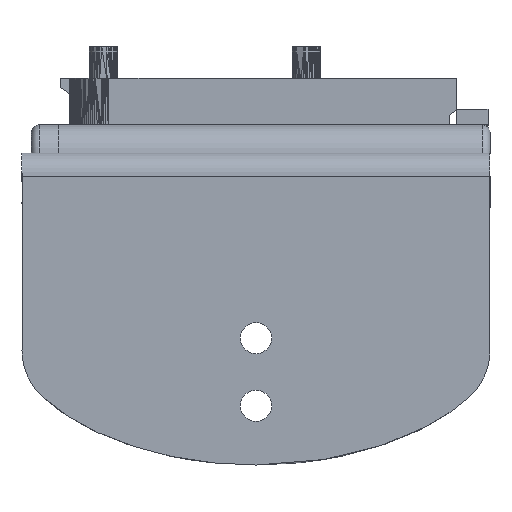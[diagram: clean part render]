
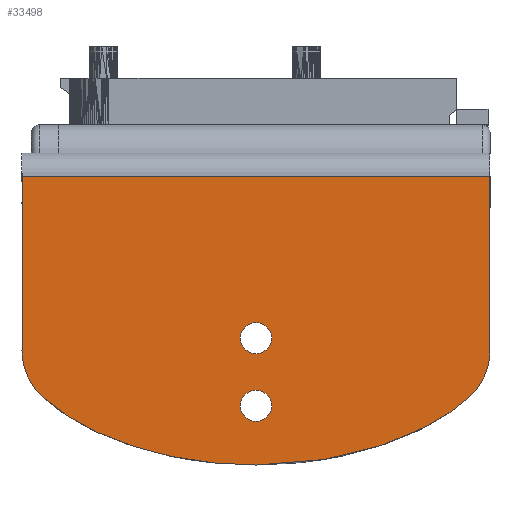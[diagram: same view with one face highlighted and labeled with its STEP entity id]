
A CAD part, left-side view. The second image highlights one B-rep face of the part: STEP entity #33498.
In plain terms, the highlighted planar face has unit normal (-1, 0, 0).
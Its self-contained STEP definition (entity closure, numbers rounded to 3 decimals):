
#41=(
BOUNDED_CURVE()
B_SPLINE_CURVE(5,(#48940,#48941,#48942,#48943,#48944,#48945,#48946,#48947),
 .UNSPECIFIED.,.F.,.F.)
B_SPLINE_CURVE_WITH_KNOTS((6,1,1,6),(0.137,0.2,0.267,
0.307),.UNSPECIFIED.)
CURVE()
GEOMETRIC_REPRESENTATION_ITEM()
RATIONAL_B_SPLINE_CURVE((1.,1.,1.,1.,1.,1.,1.,1.))
REPRESENTATION_ITEM('')
);
#42=(
BOUNDED_CURVE()
B_SPLINE_CURVE(5,(#48967,#48968,#48969,#48970,#48971,#48972,#48973,#48974,
#48975),.UNSPECIFIED.,.F.,.F.)
B_SPLINE_CURVE_WITH_KNOTS((6,1,1,1,6),(0.307,0.333,
0.4,0.467,0.476),.UNSPECIFIED.)
CURVE()
GEOMETRIC_REPRESENTATION_ITEM()
RATIONAL_B_SPLINE_CURVE((1.,1.,1.,1.,1.,1.,1.,1.,1.))
REPRESENTATION_ITEM('')
);
#61=B_SPLINE_CURVE_WITH_KNOTS('',3,(#48783,#48784,#48785,#48786),
 .UNSPECIFIED.,.F.,.F.,(4,4),(0.,0.333),.UNSPECIFIED.);
#66=B_SPLINE_CURVE_WITH_KNOTS('',3,(#48893,#48894,#48895,#48896),
 .UNSPECIFIED.,.F.,.F.,(4,4),(0.,0.333),.UNSPECIFIED.);
#87=FACE_BOUND('',#5194,.T.);
#88=FACE_BOUND('',#5195,.T.);
#99=PLANE('',#36100);
#2636=FACE_OUTER_BOUND('',#5193,.T.);
#5193=EDGE_LOOP('',(#24117,#24118,#24119,#24120,#24121,#24122,#24123,#24124));
#5194=EDGE_LOOP('',(#24125));
#5195=EDGE_LOOP('',(#24126));
#7739=LINE('',#48798,#12397);
#7748=LINE('',#48914,#12406);
#7752=LINE('',#48978,#12410);
#7756=LINE('',#48986,#12414);
#12397=VECTOR('',#38712,10.);
#12406=VECTOR('',#38733,10.);
#12410=VECTOR('',#38743,10.);
#12414=VECTOR('',#38755,10.);
#17048=CIRCLE('',#36076,1.);
#17051=CIRCLE('',#36081,1.);
#17088=VERTEX_POINT('',#48511);
#17091=VERTEX_POINT('',#48521);
#17109=VERTEX_POINT('',#48777);
#17110=VERTEX_POINT('',#48782);
#17113=VERTEX_POINT('',#48796);
#17123=VERTEX_POINT('',#48891);
#17124=VERTEX_POINT('',#48892);
#17128=VERTEX_POINT('',#48913);
#17131=VERTEX_POINT('',#48938);
#17132=VERTEX_POINT('',#48966);
#19276=EDGE_CURVE('',#17088,#17088,#17048,.T.);
#19281=EDGE_CURVE('',#17091,#17091,#17051,.T.);
#19304=EDGE_CURVE('',#17109,#17110,#61,.T.);
#19309=EDGE_CURVE('',#17113,#17109,#7739,.T.);
#19321=EDGE_CURVE('',#17123,#17124,#66,.T.);
#19328=EDGE_CURVE('',#17128,#17124,#7748,.T.);
#19333=EDGE_CURVE('',#17123,#17131,#41,.T.);
#19334=EDGE_CURVE('',#17132,#17110,#42,.T.);
#19336=EDGE_CURVE('',#17132,#17131,#7752,.T.);
#19340=EDGE_CURVE('',#17128,#17113,#7756,.T.);
#24117=ORIENTED_EDGE('',*,*,#19304,.F.);
#24118=ORIENTED_EDGE('',*,*,#19309,.F.);
#24119=ORIENTED_EDGE('',*,*,#19340,.F.);
#24120=ORIENTED_EDGE('',*,*,#19328,.T.);
#24121=ORIENTED_EDGE('',*,*,#19321,.F.);
#24122=ORIENTED_EDGE('',*,*,#19333,.T.);
#24123=ORIENTED_EDGE('',*,*,#19336,.F.);
#24124=ORIENTED_EDGE('',*,*,#19334,.T.);
#24125=ORIENTED_EDGE('',*,*,#19276,.T.);
#24126=ORIENTED_EDGE('',*,*,#19281,.T.);
#33498=ADVANCED_FACE('',(#2636,#87,#88),#99,.T.);
#36076=AXIS2_PLACEMENT_3D('',#48512,#38680,#38681);
#36081=AXIS2_PLACEMENT_3D('',#48522,#38692,#38693);
#36100=AXIS2_PLACEMENT_3D('',#48988,#38757,#38758);
#38680=DIRECTION('center_axis',(1.,0.,0.));
#38681=DIRECTION('ref_axis',(0.,-1.,0.));
#38692=DIRECTION('center_axis',(1.,0.,0.));
#38693=DIRECTION('ref_axis',(0.,-1.,0.));
#38712=DIRECTION('',(0.,0.,-1.));
#38733=DIRECTION('',(0.,0.,-1.));
#38743=DIRECTION('',(0.,1.,0.));
#38755=DIRECTION('',(0.,-1.,0.));
#38757=DIRECTION('center_axis',(-1.,0.,0.));
#38758=DIRECTION('ref_axis',(0.,1.,0.));
#48511=CARTESIAN_POINT('',(-72.,-34.,-14.2));
#48512=CARTESIAN_POINT('Origin',(-72.,-35.,-14.2));
#48521=CARTESIAN_POINT('',(-72.,-34.,-9.866));
#48522=CARTESIAN_POINT('Origin',(-72.,-35.,-9.866));
#48777=CARTESIAN_POINT('',(-72.,-50.,-10.674));
#48782=CARTESIAN_POINT('',(-72.,-48.698,-13.627));
#48783=CARTESIAN_POINT('Ctrl Pts',(-72.,-50.,-10.674));
#48784=CARTESIAN_POINT('Ctrl Pts',(-72.,-50.,-11.781));
#48785=CARTESIAN_POINT('Ctrl Pts',(-72.,-49.516,
-12.88));
#48786=CARTESIAN_POINT('Ctrl Pts',(-72.,-48.698,
-13.627));
#48796=CARTESIAN_POINT('',(-72.,-50.,0.5));
#48798=CARTESIAN_POINT('',(-72.,-50.,2.));
#48891=CARTESIAN_POINT('',(-72.,-21.302,-13.627));
#48892=CARTESIAN_POINT('',(-72.,-20.,-10.674));
#48893=CARTESIAN_POINT('Ctrl Pts',(-72.,-21.302,
-13.627));
#48894=CARTESIAN_POINT('Ctrl Pts',(-72.,-20.484,
-12.88));
#48895=CARTESIAN_POINT('Ctrl Pts',(-72.,-20.,-11.781));
#48896=CARTESIAN_POINT('Ctrl Pts',(-72.,-20.,-10.674));
#48913=CARTESIAN_POINT('',(-72.,-20.,0.5));
#48914=CARTESIAN_POINT('',(-72.,-20.,2.));
#48938=CARTESIAN_POINT('',(-72.,-35.,-18.));
#48940=CARTESIAN_POINT('Ctrl Pts',(-72.,-21.302,
-13.627));
#48941=CARTESIAN_POINT('Ctrl Pts',(-72.,-21.928,
-14.198));
#48942=CARTESIAN_POINT('Ctrl Pts',(-72.,-23.428,
-15.321));
#48943=CARTESIAN_POINT('Ctrl Pts',(-72.,-25.912,
-16.595));
#48944=CARTESIAN_POINT('Ctrl Pts',(-72.,-28.911,
-17.499));
#48945=CARTESIAN_POINT('Ctrl Pts',(-72.,-32.156,
-17.927));
#48946=CARTESIAN_POINT('Ctrl Pts',(-72.,-34.224,
-18.));
#48947=CARTESIAN_POINT('Ctrl Pts',(-72.,-35.,
-18.));
#48966=CARTESIAN_POINT('',(-72.,-35.001,-18.));
#48967=CARTESIAN_POINT('Ctrl Pts',(-72.,-35.001,
-18.));
#48968=CARTESIAN_POINT('Ctrl Pts',(-72.,-35.518,
-18.));
#48969=CARTESIAN_POINT('Ctrl Pts',(-72.,-37.327,
-17.957));
#48970=CARTESIAN_POINT('Ctrl Pts',(-72.,-40.405,
-17.627));
#48971=CARTESIAN_POINT('Ctrl Pts',(-72.,-43.478,
-16.82));
#48972=CARTESIAN_POINT('Ctrl Pts',(-72.,-46.089,
-15.614));
#48973=CARTESIAN_POINT('Ctrl Pts',(-72.,-47.825,
-14.402));
#48974=CARTESIAN_POINT('Ctrl Pts',(-72.,-48.603,
-13.714));
#48975=CARTESIAN_POINT('Ctrl Pts',(-72.,-48.698,
-13.627));
#48978=CARTESIAN_POINT('',(-72.,-50.,-18.));
#48986=CARTESIAN_POINT('',(-72.,-42.5,0.5));
#48988=CARTESIAN_POINT('Origin',(-72.,-50.,2.));
